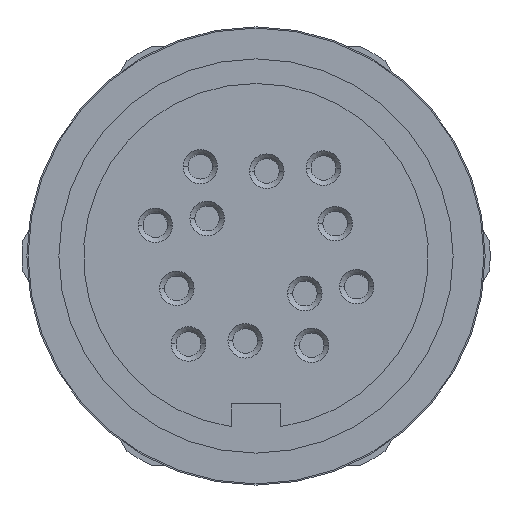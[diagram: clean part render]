
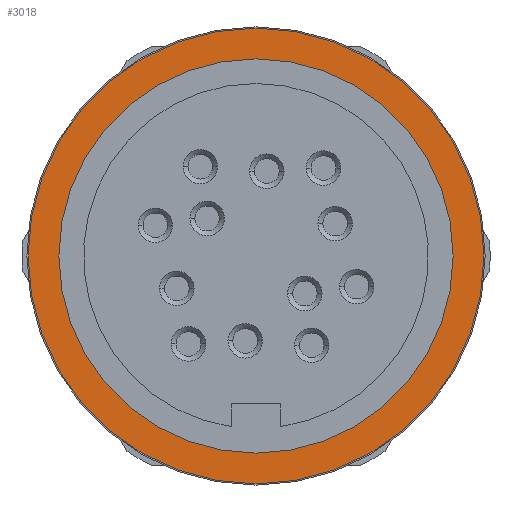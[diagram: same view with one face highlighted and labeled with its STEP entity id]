
A CAD part, front view. The second image highlights one B-rep face of the part: STEP entity #3018.
In plain terms, the highlighted planar face has unit normal (0, -1, 0).
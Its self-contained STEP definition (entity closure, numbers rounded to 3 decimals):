
#133=CARTESIAN_POINT('',(0.0,-30.0,9.25));
#134=VERTEX_POINT('',#133);
#143=CARTESIAN_POINT('',(0.,-30.,-9.25));
#144=VERTEX_POINT('',#143);
#145=CARTESIAN_POINT('',(0.0,-30.,0.));
#146=DIRECTION('',(0.0,1.0,0.0));
#147=DIRECTION('',(0.0,0.0,1.0));
#148=AXIS2_PLACEMENT_3D('',#145,#146,#147);
#149=CIRCLE('',#148,9.25);
#150=EDGE_CURVE('',#134,#144,#149,.T.);
#175=CARTESIAN_POINT('',(0.0,-30.0,8.));
#176=VERTEX_POINT('',#175);
#185=CARTESIAN_POINT('',(0.,-30.,-8.));
#186=VERTEX_POINT('',#185);
#187=CARTESIAN_POINT('',(0.0,-30.0,0.));
#188=DIRECTION('',(0.0,1.0,0.0));
#189=DIRECTION('',(0.0,0.0,1.0));
#190=AXIS2_PLACEMENT_3D('',#187,#188,#189);
#191=CIRCLE('',#190,8.);
#192=EDGE_CURVE('',#186,#176,#191,.T.);
#2989=CARTESIAN_POINT('',(0.0,-30.0,0.));
#2990=DIRECTION('',(0.0,1.0,0.0));
#2991=DIRECTION('',(0.0,0.0,1.0));
#2992=AXIS2_PLACEMENT_3D('',#2989,#2990,#2991);
#2993=CIRCLE('',#2992,8.);
#2994=EDGE_CURVE('',#176,#186,#2993,.T.);
#2999=CARTESIAN_POINT('',(0.0,-30.0,8.625));
#3000=DIRECTION('',(0.0,-1.0,0.0));
#3001=DIRECTION('',(0.0,0.0,-1.0));
#3002=AXIS2_PLACEMENT_3D('',#2999,#3000,#3001);
#3003=PLANE('',#3002);
#3004=ORIENTED_EDGE('',*,*,#150,.F.);
#3005=CARTESIAN_POINT('',(0.0,-30.,0.));
#3006=DIRECTION('',(0.0,1.0,0.0));
#3007=DIRECTION('',(0.0,0.0,1.0));
#3008=AXIS2_PLACEMENT_3D('',#3005,#3006,#3007);
#3009=CIRCLE('',#3008,9.25);
#3010=EDGE_CURVE('',#144,#134,#3009,.T.);
#3011=ORIENTED_EDGE('',*,*,#3010,.F.);
#3012=EDGE_LOOP('',(#3004,#3011));
#3013=FACE_OUTER_BOUND('',#3012,.T.);
#3014=ORIENTED_EDGE('',*,*,#2994,.T.);
#3015=ORIENTED_EDGE('',*,*,#192,.T.);
#3016=EDGE_LOOP('',(#3014,#3015));
#3017=FACE_BOUND('',#3016,.T.);
#3018=ADVANCED_FACE('',(#3013,#3017),#3003,.T.);
